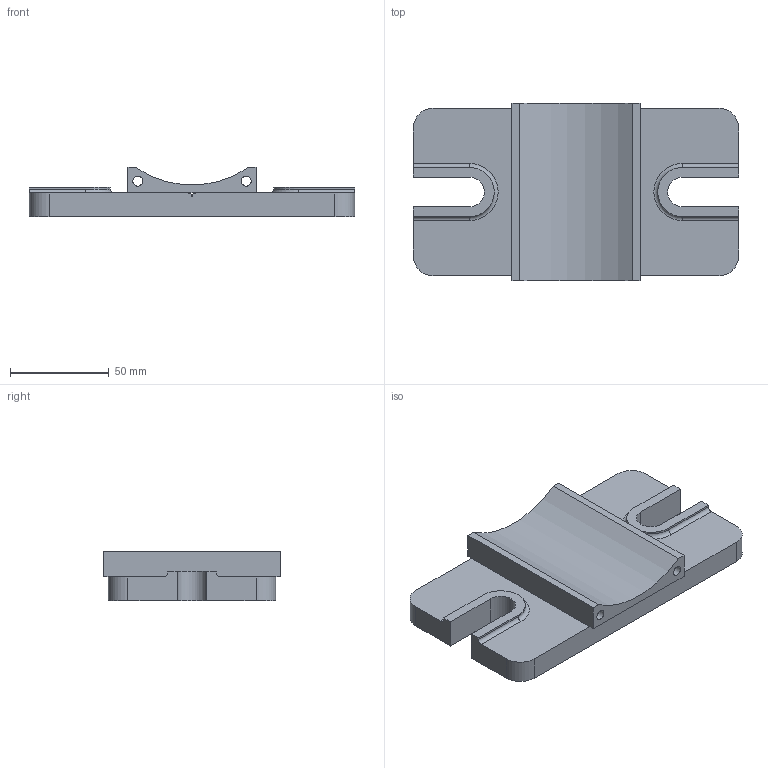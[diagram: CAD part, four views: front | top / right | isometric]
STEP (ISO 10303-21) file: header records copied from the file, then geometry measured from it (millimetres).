
FILE_DESCRIPTION(('Open CASCADE Model'),'2;1');
FILE_NAME('Open CASCADE Shape Model','2024-12-24T13:55:46',('Author'),( 'Open CASCADE'),'Open CASCADE STEP processor 7.7','Open CASCADE 7.7' ,'Unknown');
FILE_SCHEMA(('AUTOMOTIVE_DESIGN { 1 0 10303 214 1 1 1 1 }'));
Length unit declared in the file: millimetre
Products named in the file (1): COMPOUND
Bounding box: 165 x 90 x 25 mm (x, y, z)
Volume: 198568.7 mm3; surface area: 42075.8 mm2
Topology: 1 solids, 1 shells, 45 faces, 127 edges, 82 vertices
Faces by surface type: plane 26, cylinder 17, torus 2
Full cylindrical faces by diameter (mm): 5 x2
Entity records: 3169 total; most frequent: CARTESIAN_POINT 610, DIRECTION 488, LINE 310, VECTOR 310, ORIENTED_EDGE 254, PCURVE 254, DEFINITIONAL_REPRESENTATION 254, EDGE_CURVE 127
